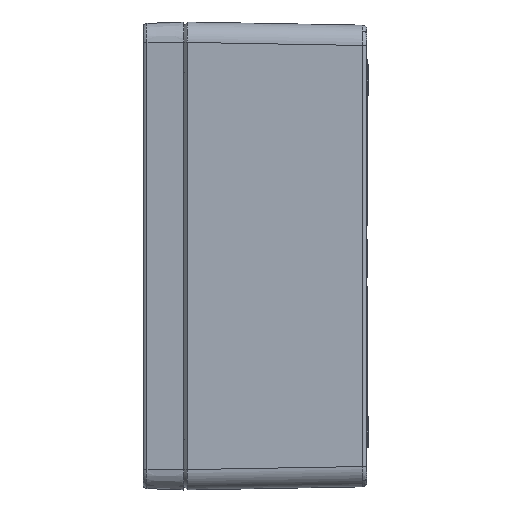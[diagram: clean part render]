
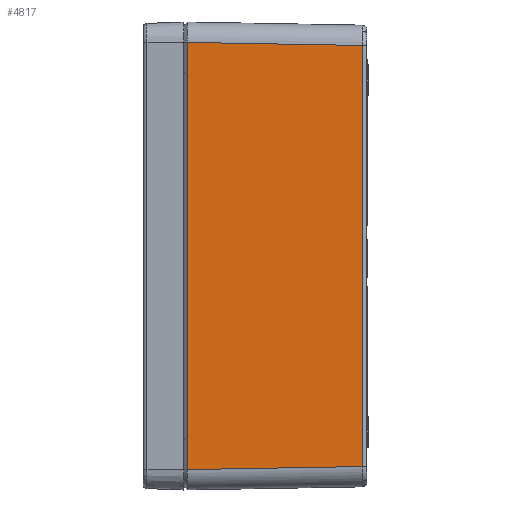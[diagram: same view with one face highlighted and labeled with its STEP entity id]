
A CAD part, left-side view. The second image highlights one B-rep face of the part: STEP entity #4817.
In plain terms, the highlighted planar face has unit normal (-1, -0.018, 0).
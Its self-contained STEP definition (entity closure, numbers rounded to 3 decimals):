
#4776 = ORIENTED_EDGE ( 'NONE', *, *, #4778, .T. ) ;
#4778 = EDGE_CURVE ( 'NONE', #4780, #4782, #33974, .T. ) ;
#4780 = VERTEX_POINT ( 'NONE', #33969 ) ;
#4782 = VERTEX_POINT ( 'NONE', #33968 ) ;
#4783 = ORIENTED_EDGE ( 'NONE', *, *, #4784, .T. ) ;
#4784 = EDGE_CURVE ( 'NONE', #4782, #37250, #33967, .T. ) ;
#4785 = ORIENTED_EDGE ( 'NONE', *, *, #4809, .T. ) ;
#4787 = ORIENTED_EDGE ( 'NONE', *, *, #4788, .T. ) ;
#4788 = EDGE_CURVE ( 'NONE', #4810, #4780, #33963, .T. ) ;
#4809 = EDGE_CURVE ( 'NONE', #37250, #4810, #33995, .T. ) ;
#4810 = VERTEX_POINT ( 'NONE', #33991 ) ;
#4817 = ADVANCED_FACE ( 'NONE', ( #34039 ), #34038, .T. ) ;
#4818 = EDGE_LOOP ( 'NONE', ( #4776, #4783, #4785, #4787 ) ) ;
#16090 = CARTESIAN_POINT ( 'NONE',  ( -198.463, -88.035, 103.465 ) ) ;
#33960 = DIRECTION ( 'NONE',  ( 0., 0., -1. ) ) ;
#33961 = VECTOR ( 'NONE', #33960, 1000. ) ;
#33962 = CARTESIAN_POINT ( 'NONE',  ( -199.969, -1.787, -115. ) ) ;
#33963 = LINE ( 'NONE', #33962, #33961 ) ;
#33964 = DIRECTION ( 'NONE',  ( 0., 0., 1. ) ) ;
#33965 = VECTOR ( 'NONE', #33964, 1000. ) ;
#33966 = CARTESIAN_POINT ( 'NONE',  ( -198.463, -88.035, 103.431 ) ) ;
#33967 = LINE ( 'NONE', #33966, #33965 ) ;
#33968 = CARTESIAN_POINT ( 'NONE',  ( -198.463, -88.035, -103.465 ) ) ;
#33969 = CARTESIAN_POINT ( 'NONE',  ( -199.969, -1.787, -104.97 ) ) ;
#33971 = DIRECTION ( 'NONE',  ( 0.017, -1., 0.017 ) ) ;
#33972 = VECTOR ( 'NONE', #33971, 1000. ) ;
#33973 = CARTESIAN_POINT ( 'NONE',  ( -200.003, 0.174, -105.005 ) ) ;
#33974 = LINE ( 'NONE', #33973, #33972 ) ;
#33991 = CARTESIAN_POINT ( 'NONE',  ( -199.969, -1.787, 104.97 ) ) ;
#33992 = DIRECTION ( 'NONE',  ( -0.017, 1., 0.017 ) ) ;
#33993 = VECTOR ( 'NONE', #33992, 1000. ) ;
#33994 = CARTESIAN_POINT ( 'NONE',  ( -199.933, -3.838, 104.935 ) ) ;
#33995 = LINE ( 'NONE', #33994, #33993 ) ;
#34024 = DIRECTION ( 'NONE',  ( 0.017, -1., 0. ) ) ;
#34025 = DIRECTION ( 'NONE',  ( -1., -0.017, 0. ) ) ;
#34026 = CARTESIAN_POINT ( 'NONE',  ( -200., 0., -115. ) ) ;
#34037 = AXIS2_PLACEMENT_3D ( 'NONE', #34026, #34025, #34024 ) ;
#34038 = PLANE ( 'NONE',  #34037 ) ;
#34039 = FACE_OUTER_BOUND ( 'NONE', #4818, .T. ) ;
#37250 = VERTEX_POINT ( 'NONE', #16090 ) ;
